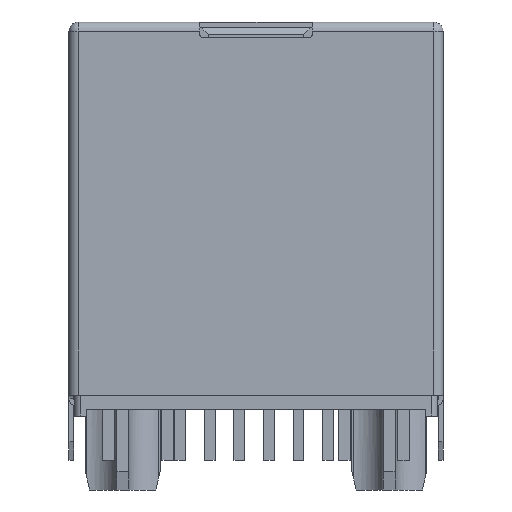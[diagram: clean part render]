
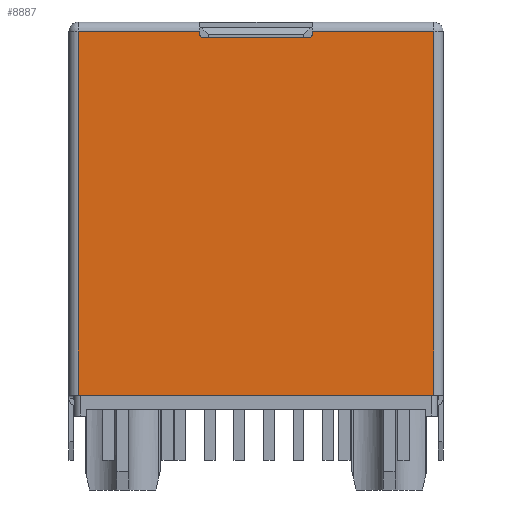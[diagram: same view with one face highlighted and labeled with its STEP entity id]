
A CAD part, front view. The second image highlights one B-rep face of the part: STEP entity #8887.
In plain terms, the highlighted planar face has unit normal (0, -1, 0).
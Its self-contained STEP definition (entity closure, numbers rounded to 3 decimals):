
#263=PLANE('',#9440);
#598=FACE_OUTER_BOUND('',#1088,.T.);
#1088=EDGE_LOOP('',(#6056,#6057,#6058,#6059,#6060,#6061,#6062,#6063,#6064,
#6065));
#1626=CIRCLE('',#9441,0.15);
#1627=CIRCLE('',#9442,0.15);
#1948=LINE('',#12795,#2868);
#1949=LINE('',#12798,#2869);
#1950=LINE('',#12802,#2870);
#1951=LINE('',#12806,#2871);
#1952=LINE('',#12808,#2872);
#1953=LINE('',#12810,#2873);
#1954=LINE('',#12812,#2874);
#1955=LINE('',#12813,#2875);
#2868=VECTOR('',#10379,5.215);
#2869=VECTOR('',#10382,0.136);
#2870=VECTOR('',#10385,4.52);
#2871=VECTOR('',#10388,0.136);
#2872=VECTOR('',#10389,5.215);
#2873=VECTOR('',#10390,15.6);
#2874=VECTOR('',#10391,15.25);
#2875=VECTOR('',#10392,15.6);
#3803=VERTEX_POINT('',#12791);
#3804=VERTEX_POINT('',#12793);
#3805=VERTEX_POINT('',#12797);
#3806=VERTEX_POINT('',#12799);
#3807=VERTEX_POINT('',#12801);
#3808=VERTEX_POINT('',#12803);
#3809=VERTEX_POINT('',#12805);
#3810=VERTEX_POINT('',#12807);
#3811=VERTEX_POINT('',#12809);
#3812=VERTEX_POINT('',#12811);
#4670=EDGE_CURVE('',#3804,#3803,#1948,.T.);
#4671=EDGE_CURVE('',#3804,#3805,#1949,.T.);
#4672=EDGE_CURVE('',#3805,#3806,#1626,.T.);
#4673=EDGE_CURVE('',#3807,#3806,#1950,.T.);
#4674=EDGE_CURVE('',#3807,#3808,#1627,.T.);
#4675=EDGE_CURVE('',#3808,#3809,#1951,.T.);
#4676=EDGE_CURVE('',#3810,#3809,#1952,.T.);
#4677=EDGE_CURVE('',#3810,#3811,#1953,.T.);
#4678=EDGE_CURVE('',#3811,#3812,#1954,.T.);
#4679=EDGE_CURVE('',#3803,#3812,#1955,.T.);
#6056=ORIENTED_EDGE('',*,*,#4671,.T.);
#6057=ORIENTED_EDGE('',*,*,#4672,.T.);
#6058=ORIENTED_EDGE('',*,*,#4673,.F.);
#6059=ORIENTED_EDGE('',*,*,#4674,.T.);
#6060=ORIENTED_EDGE('',*,*,#4675,.T.);
#6061=ORIENTED_EDGE('',*,*,#4676,.F.);
#6062=ORIENTED_EDGE('',*,*,#4677,.T.);
#6063=ORIENTED_EDGE('',*,*,#4678,.T.);
#6064=ORIENTED_EDGE('',*,*,#4679,.F.);
#6065=ORIENTED_EDGE('',*,*,#4670,.F.);
#8887=ADVANCED_FACE('',(#598),#263,.T.);
#9440=AXIS2_PLACEMENT_3D('',#12796,#10380,#10381);
#9441=AXIS2_PLACEMENT_3D('',#12800,#10383,#10384);
#9442=AXIS2_PLACEMENT_3D('',#12804,#10386,#10387);
#10379=DIRECTION('',(1.,0.,0.));
#10380=DIRECTION('center_axis',(0.,-1.,0.));
#10381=DIRECTION('ref_axis',(-1.,0.,0.));
#10382=DIRECTION('',(0.,0.,-1.));
#10383=DIRECTION('center_axis',(0.,1.,0.));
#10384=DIRECTION('ref_axis',(1.,0.,0.));
#10385=DIRECTION('',(1.,0.,0.));
#10386=DIRECTION('center_axis',(0.,1.,0.));
#10387=DIRECTION('ref_axis',(0.,0.,-1.));
#10388=DIRECTION('',(0.,0.,1.));
#10389=DIRECTION('',(1.,0.,0.));
#10390=DIRECTION('',(0.,0.,-1.));
#10391=DIRECTION('',(1.,0.,0.));
#10392=DIRECTION('',(0.,0.,-1.));
#12791=CARTESIAN_POINT('',(7.625,-5.85,16.5));
#12793=CARTESIAN_POINT('',(2.41,-5.85,16.5));
#12795=CARTESIAN_POINT('',(2.41,-5.85,16.5));
#12796=CARTESIAN_POINT('Origin',(-8.025,-5.85,16.9));
#12797=CARTESIAN_POINT('',(2.41,-5.85,16.364));
#12798=CARTESIAN_POINT('',(2.41,-5.85,16.5));
#12799=CARTESIAN_POINT('',(2.26,-5.85,16.214));
#12800=CARTESIAN_POINT('Origin',(2.26,-5.85,16.364));
#12801=CARTESIAN_POINT('',(-2.26,-5.85,16.214));
#12802=CARTESIAN_POINT('',(-2.26,-5.85,16.214));
#12803=CARTESIAN_POINT('',(-2.41,-5.85,16.364));
#12804=CARTESIAN_POINT('Origin',(-2.26,-5.85,16.364));
#12805=CARTESIAN_POINT('',(-2.41,-5.85,16.5));
#12806=CARTESIAN_POINT('',(-2.41,-5.85,16.364));
#12807=CARTESIAN_POINT('',(-7.625,-5.85,16.5));
#12808=CARTESIAN_POINT('',(-7.625,-5.85,16.5));
#12809=CARTESIAN_POINT('',(-7.625,-5.85,0.9));
#12810=CARTESIAN_POINT('',(-7.625,-5.85,16.5));
#12811=CARTESIAN_POINT('',(7.625,-5.85,0.9));
#12812=CARTESIAN_POINT('',(-7.625,-5.85,0.9));
#12813=CARTESIAN_POINT('',(7.625,-5.85,16.5));
